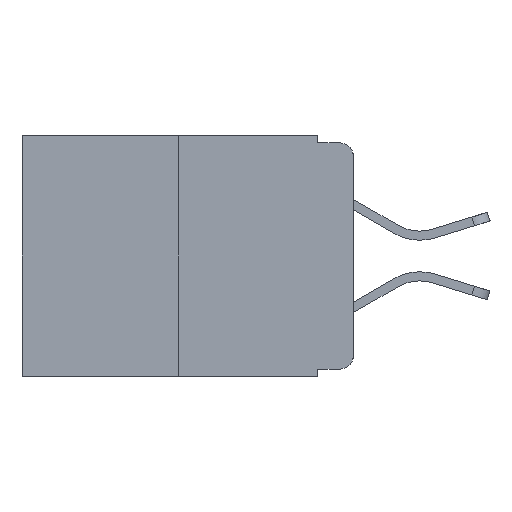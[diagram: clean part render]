
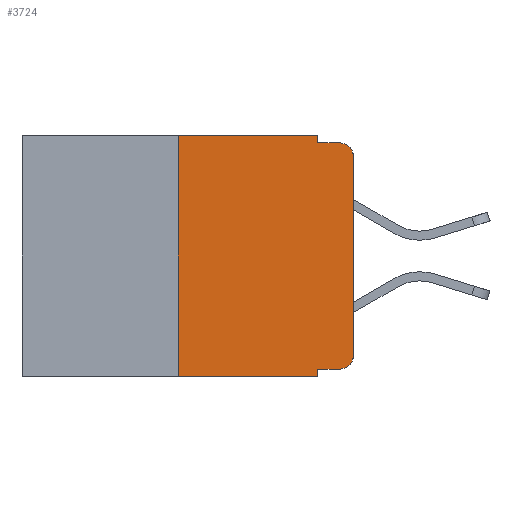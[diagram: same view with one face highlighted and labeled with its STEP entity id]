
A CAD part, left-side view. The second image highlights one B-rep face of the part: STEP entity #3724.
In plain terms, the highlighted planar face has unit normal (-1, 0, 0).
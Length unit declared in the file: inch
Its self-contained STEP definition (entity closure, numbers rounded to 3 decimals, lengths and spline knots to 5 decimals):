
#250 = ORIENTED_EDGE ( 'NONE', *, *, #1445, .T. ) ;
#273 = EDGE_CURVE ( 'NONE', #11326, #11439, #306, .T. ) ;
#306 = LINE ( 'NONE', #10249, #13253 ) ;
#882 = ORIENTED_EDGE ( 'NONE', *, *, #7538, .F. ) ;
#922 = CARTESIAN_POINT ( 'NONE',  ( 0., 0.051, 0. ) ) ;
#1038 = CARTESIAN_POINT ( 'NONE',  ( 0., 0.25, 0. ) ) ;
#1096 = CARTESIAN_POINT ( 'NONE',  ( 0., 0.051, 0. ) ) ;
#1270 = ORIENTED_EDGE ( 'NONE', *, *, #1330, .T. ) ;
#1309 = EDGE_CURVE ( 'NONE', #7821, #2797, #6767, .T. ) ;
#1330 = EDGE_CURVE ( 'NONE', #2797, #8926, #6469, .T. ) ;
#1354 = EDGE_CURVE ( 'NONE', #3616, #8926, #6168, .T. ) ;
#1374 = EDGE_CURVE ( 'NONE', #6988, #3616, #8204, .T. ) ;
#1416 = EDGE_CURVE ( 'NONE', #11326, #6930, #7222, .T. ) ;
#1421 = EDGE_CURVE ( 'NONE', #4213, #11439, #4882, .T. ) ;
#1445 = EDGE_CURVE ( 'NONE', #4213, #5826, #11978, .T. ) ;
#1467 = EDGE_CURVE ( 'NONE', #5826, #7821, #9265, .T. ) ;
#2657 = DIRECTION ( 'NONE',  ( 1., 0., 0. ) ) ;
#2797 = VERTEX_POINT ( 'NONE', #3577 ) ;
#2934 = CARTESIAN_POINT ( 'NONE',  ( 0., 0.051, -0.343 ) ) ;
#2968 = VECTOR ( 'NONE', #4269, 39.37008 ) ;
#3396 = LINE ( 'NONE', #11132, #2968 ) ;
#3577 = CARTESIAN_POINT ( 'NONE',  ( 0., 0., -0.03 ) ) ;
#3616 = VERTEX_POINT ( 'NONE', #8648 ) ;
#3724 = ADVANCED_FACE ( 'NONE', ( #8743 ), #8907, .F. ) ;
#4093 = VECTOR ( 'NONE', #9883, 39.37008 ) ;
#4213 = VERTEX_POINT ( 'NONE', #5997 ) ;
#4269 = DIRECTION ( 'NONE',  ( 0., -1., 0. ) ) ;
#4474 = CARTESIAN_POINT ( 'NONE',  ( 0., 0.02, -0.01 ) ) ;
#4533 = ORIENTED_EDGE ( 'NONE', *, *, #1309, .T. ) ;
#4578 = VECTOR ( 'NONE', #5617, 39.37008 ) ;
#4641 = AXIS2_PLACEMENT_3D ( 'NONE', #11644, #5894, #12512 ) ;
#4719 = CARTESIAN_POINT ( 'NONE',  ( 0., 0.25, 0. ) ) ;
#4882 = LINE ( 'NONE', #1096, #12257 ) ;
#4928 = ORIENTED_EDGE ( 'NONE', *, *, #1416, .F. ) ;
#5089 = CARTESIAN_POINT ( 'NONE',  ( 0., 0.25, -0.343 ) ) ;
#5385 = CARTESIAN_POINT ( 'NONE',  ( 0., 0.02, -0.313 ) ) ;
#5482 = DIRECTION ( 'NONE',  ( 0., 0., -1. ) ) ;
#5543 = VECTOR ( 'NONE', #6139, 39.37008 ) ;
#5617 = DIRECTION ( 'NONE',  ( 0., 0., 1. ) ) ;
#5655 = ORIENTED_EDGE ( 'NONE', *, *, #1374, .F. ) ;
#5826 = VERTEX_POINT ( 'NONE', #7433 ) ;
#5894 = DIRECTION ( 'NONE',  ( -1., 0., 0. ) ) ;
#5997 = CARTESIAN_POINT ( 'NONE',  ( 0., 0.051, -0.333 ) ) ;
#6139 = DIRECTION ( 'NONE',  ( 0., 0., -1. ) ) ;
#6168 = LINE ( 'NONE', #11613, #10992 ) ;
#6398 = AXIS2_PLACEMENT_3D ( 'NONE', #5385, #11268, #5482 ) ;
#6469 = CIRCLE ( 'NONE', #4641, 0.02 ) ;
#6588 = AXIS2_PLACEMENT_3D ( 'NONE', #8949, #2657, #9875 ) ;
#6767 = LINE ( 'NONE', #11678, #4093 ) ;
#6930 = VERTEX_POINT ( 'NONE', #4719 ) ;
#6988 = VERTEX_POINT ( 'NONE', #922 ) ;
#7222 = LINE ( 'NONE', #1038, #4578 ) ;
#7368 = CARTESIAN_POINT ( 'NONE',  ( 0., 0.051, -0.333 ) ) ;
#7398 = ORIENTED_EDGE ( 'NONE', *, *, #1354, .F. ) ;
#7433 = CARTESIAN_POINT ( 'NONE',  ( 0., 0.02, -0.333 ) ) ;
#7538 = EDGE_CURVE ( 'NONE', #6930, #6988, #3396, .T. ) ;
#7647 = DIRECTION ( 'NONE',  ( 0., 0., -1. ) ) ;
#7817 = CARTESIAN_POINT ( 'NONE',  ( 0., 0., -0.313 ) ) ;
#7821 = VERTEX_POINT ( 'NONE', #7817 ) ;
#8204 = LINE ( 'NONE', #11872, #5543 ) ;
#8648 = CARTESIAN_POINT ( 'NONE',  ( 0., 0.051, -0.01 ) ) ;
#8743 = FACE_OUTER_BOUND ( 'NONE', #11950, .T. ) ;
#8879 = DIRECTION ( 'NONE',  ( 0., -1., 0. ) ) ;
#8907 = PLANE ( 'NONE',  #6588 ) ;
#8926 = VERTEX_POINT ( 'NONE', #4474 ) ;
#8949 = CARTESIAN_POINT ( 'NONE',  ( 0., 0.473, 0. ) ) ;
#9265 = CIRCLE ( 'NONE', #6398, 0.02 ) ;
#9563 = VECTOR ( 'NONE', #13028, 39.37008 ) ;
#9875 = DIRECTION ( 'NONE',  ( 0., 0., -1. ) ) ;
#9883 = DIRECTION ( 'NONE',  ( 0., 0., 1. ) ) ;
#10249 = CARTESIAN_POINT ( 'NONE',  ( 0., 0.473, -0.343 ) ) ;
#10969 = ORIENTED_EDGE ( 'NONE', *, *, #1467, .T. ) ;
#10992 = VECTOR ( 'NONE', #8879, 39.37008 ) ;
#11132 = CARTESIAN_POINT ( 'NONE',  ( 0., 0.473, 0. ) ) ;
#11268 = DIRECTION ( 'NONE',  ( -1., 0., 0. ) ) ;
#11326 = VERTEX_POINT ( 'NONE', #5089 ) ;
#11439 = VERTEX_POINT ( 'NONE', #2934 ) ;
#11578 = ORIENTED_EDGE ( 'NONE', *, *, #1421, .F. ) ;
#11613 = CARTESIAN_POINT ( 'NONE',  ( 0., 0.051, -0.01 ) ) ;
#11644 = CARTESIAN_POINT ( 'NONE',  ( 0., 0.02, -0.03 ) ) ;
#11678 = CARTESIAN_POINT ( 'NONE',  ( 0., 0., 0. ) ) ;
#11872 = CARTESIAN_POINT ( 'NONE',  ( 0., 0.051, 0. ) ) ;
#11950 = EDGE_LOOP ( 'NONE', ( #4533, #1270, #7398, #5655, #882, #4928, #12735, #11578, #250, #10969 ) ) ;
#11978 = LINE ( 'NONE', #7368, #9563 ) ;
#12257 = VECTOR ( 'NONE', #7647, 39.37008 ) ;
#12264 = DIRECTION ( 'NONE',  ( 0., -1., 0. ) ) ;
#12512 = DIRECTION ( 'NONE',  ( 0., 0., -1. ) ) ;
#12735 = ORIENTED_EDGE ( 'NONE', *, *, #273, .T. ) ;
#13028 = DIRECTION ( 'NONE',  ( 0., -1., 0. ) ) ;
#13253 = VECTOR ( 'NONE', #12264, 39.37008 ) ;
